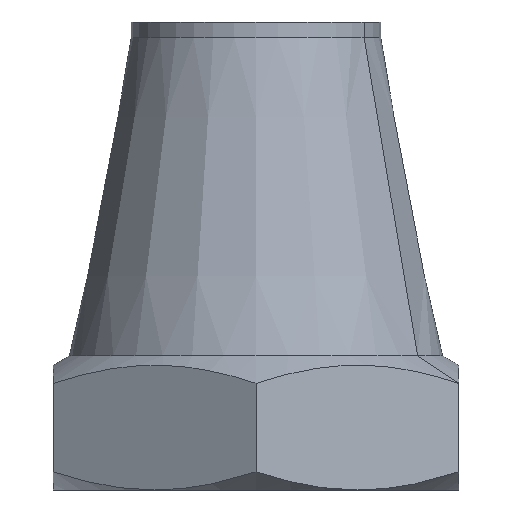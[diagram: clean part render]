
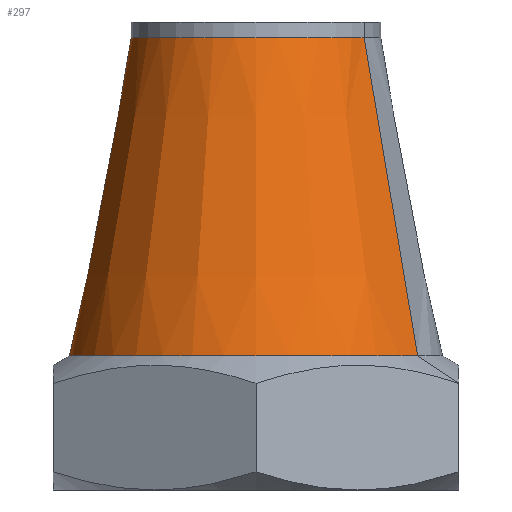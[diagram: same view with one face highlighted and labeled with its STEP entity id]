
A CAD part, front view. The second image highlights one B-rep face of the part: STEP entity #297.
In plain terms, the highlighted conical face has half-angle 10.986 degrees and reference radius 5.98 mm.
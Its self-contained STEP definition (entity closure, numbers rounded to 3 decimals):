
#36 = EDGE_CURVE ( 'NONE', #365, #229, #790, .T. ) ;
#45 = CARTESIAN_POINT ( 'NONE',  ( -5.179, 2.99, 4.3 ) ) ;
#74 = ORIENTED_EDGE ( 'NONE', *, *, #606, .T. ) ;
#126 = CARTESIAN_POINT ( 'NONE',  ( -3.464, 2., 14.5 ) ) ;
#127 = VERTEX_POINT ( 'NONE', #126 ) ;
#128 = AXIS2_PLACEMENT_3D ( 'NONE', #282, #271, #392 ) ;
#142 = EDGE_CURVE ( 'NONE', #143, #365, #258, .T. ) ;
#143 = VERTEX_POINT ( 'NONE', #195 ) ;
#195 = CARTESIAN_POINT ( 'NONE',  ( 3.464, -2., 14.5 ) ) ;
#229 = VERTEX_POINT ( 'NONE', #491 ) ;
#233 = VECTOR ( 'NONE', #308, 1000. ) ;
#248 = DIRECTION ( 'NONE',  ( 0., 0., -1. ) ) ;
#258 = LINE ( 'NONE', #498, #590 ) ;
#267 = FACE_OUTER_BOUND ( 'NONE', #430, .T. ) ;
#271 = DIRECTION ( 'NONE',  ( 0., 0., -1. ) ) ;
#282 = CARTESIAN_POINT ( 'NONE',  ( 0., 0., 4.3 ) ) ;
#288 = CARTESIAN_POINT ( 'NONE',  ( 5.179, -2.99, 4.3 ) ) ;
#297 = ADVANCED_FACE ( 'NONE', ( #267 ), #634, .T. ) ;
#308 = DIRECTION ( 'NONE',  ( -0.165, 0.095, -0.982 ) ) ;
#365 = VERTEX_POINT ( 'NONE', #288 ) ;
#367 = CARTESIAN_POINT ( 'NONE',  ( 0., 0., 4.3 ) ) ;
#392 = DIRECTION ( 'NONE',  ( 0.866, -0.5, 0. ) ) ;
#411 = AXIS2_PLACEMENT_3D ( 'NONE', #738, #557, #801 ) ;
#430 = EDGE_LOOP ( 'NONE', ( #74, #433, #726, #542 ) ) ;
#433 = ORIENTED_EDGE ( 'NONE', *, *, #509, .T. ) ;
#491 = CARTESIAN_POINT ( 'NONE',  ( -5.179, 2.99, 4.3 ) ) ;
#494 = DIRECTION ( 'NONE',  ( 0.165, -0.095, -0.982 ) ) ;
#498 = CARTESIAN_POINT ( 'NONE',  ( 5.179, -2.99, 4.3 ) ) ;
#509 = EDGE_CURVE ( 'NONE', #127, #229, #599, .T. ) ;
#542 = ORIENTED_EDGE ( 'NONE', *, *, #142, .F. ) ;
#557 = DIRECTION ( 'NONE',  ( 0., 0., -1. ) ) ;
#590 = VECTOR ( 'NONE', #494, 1000. ) ;
#599 = LINE ( 'NONE', #45, #233 ) ;
#600 = AXIS2_PLACEMENT_3D ( 'NONE', #367, #248, #627 ) ;
#606 = EDGE_CURVE ( 'NONE', #143, #127, #781, .T. ) ;
#627 = DIRECTION ( 'NONE',  ( 0.866, -0.5, 0. ) ) ;
#634 = CONICAL_SURFACE ( 'NONE', #128, 5.98, 0.192 ) ;
#726 = ORIENTED_EDGE ( 'NONE', *, *, #36, .F. ) ;
#738 = CARTESIAN_POINT ( 'NONE',  ( 0., 0., 14.5 ) ) ;
#781 = CIRCLE ( 'NONE', #411, 4. ) ;
#790 = CIRCLE ( 'NONE', #600, 5.98 ) ;
#801 = DIRECTION ( 'NONE',  ( 0.866, -0.5, 0. ) ) ;
